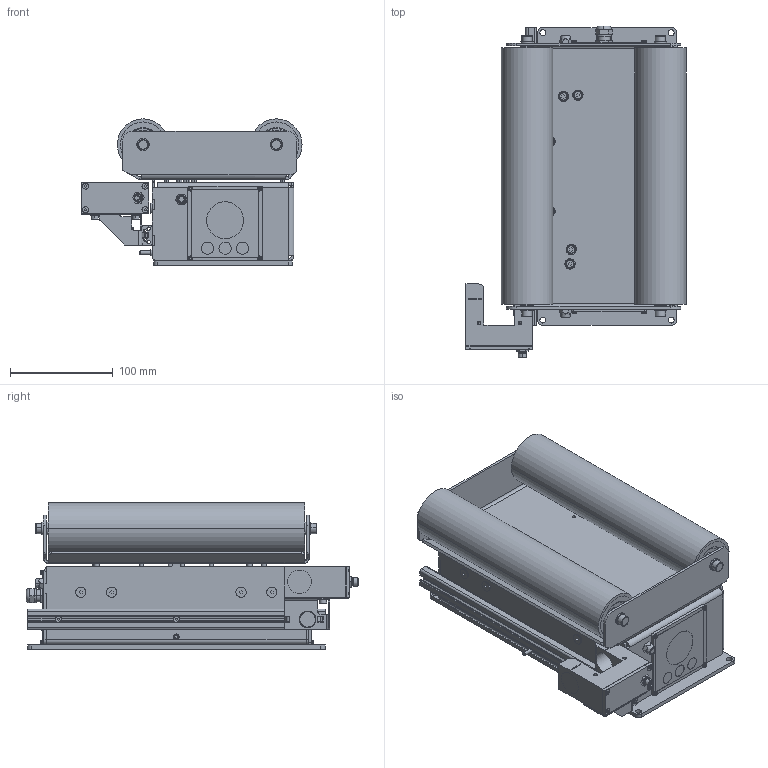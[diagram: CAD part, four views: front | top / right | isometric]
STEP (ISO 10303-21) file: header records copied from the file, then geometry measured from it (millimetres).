
FILE_DESCRIPTION((''),'2;1');
FILE_NAME('K0910121_stp.stp','2019-09-26T16:28:47',(''),(''),'Mechanical Desktop 2009','Mechanical Desktop 2009',', , ');
FILE_SCHEMA(('CONFIG_CONTROL_DESIGN'));
Length unit declared in the file: millimetre
Products named in the file (99): K0910121_STP; K0910125; K0910124; K0910124A; K0901207; K0901207A; K0910096; K0910096A; K0901238|AVE_RENDER; K0901238|AVE_GLOBAL; K0901238|RM_SDB; K1105052; TEIL1A; TEIL2; EINPRESSMUTTER_M4A; EINPRESSMUTTER_M4; SCHWEISSBOLZEN_M4X12; SCHWEISSBOLZEN_M4X12A; K0805261; K0805261A; SENKSCHRAUBE_I-6KT_M4X10; SENKSCHRAUBE_I-6KT_M4X10A; K1105053A; K1105053; K0901234; K0901235; TEIL1; TEIL2A; K0901236; ~TEIL1; RILLENKUGELLAGER_6201; RILLENKUGELLAGER_6201A; SICHERUNGSRING_A12A; SICHERUNGSRING_A12; I-6KT_SCHRAUBE_M6X12A; I-6KT_SCHRAUBE_M6X12; U-SCHEIBE_M6A; U-SCHEIBE_M6; I-6KT_SCHRAUBE_M5X16_NK; I-6KT_SCHRAUBE_M5X16_NKA ...
Assembly tree (191 placements, depth 4):
  K0910121_STP
    K0910125
      K0910124
        K0910124A
      K0901207
        K0901207A
      K0910096
        K0910096A
      K0901238|AVE_RENDER  x8
      K0901238|AVE_GLOBAL
      K0901238|RM_SDB  x3
    K1105052
      TEIL1A
      TEIL2
      EINPRESSMUTTER_M4A  x7
        EINPRESSMUTTER_M4
      SCHWEISSBOLZEN_M4X12  x2
        SCHWEISSBOLZEN_M4X12A
      K0805261
        K0805261A
    SENKSCHRAUBE_I-6KT_M4X10  x10
      SENKSCHRAUBE_I-6KT_M4X10A
    K1105053A
      K1105053
    K0901234  x2
      K0901235
        TEIL1
        TEIL2A  x2
      K0901236
        ~TEIL1
      RILLENKUGELLAGER_6201
        RILLENKUGELLAGER_6201A
      SICHERUNGSRING_A12A
        SICHERUNGSRING_A12
    I-6KT_SCHRAUBE_M6X12A  x4
      I-6KT_SCHRAUBE_M6X12
    U-SCHEIBE_M6A  x4
      U-SCHEIBE_M6
    I-6KT_SCHRAUBE_M5X16_NK  x4
      I-6KT_SCHRAUBE_M5X16_NKA
    U-SCHEIBE_M5  x4
      U-SCHEIBE_M5A
    ZYL_SCHR_I-6KT_EXTREM_NIEDRIGER_KOPF_M6X10  x4
      ZYL_SCHR_I-6KT_EXTREM_NIEDRIGER_KOPF_M6X10A
    I-6KT_SCHRAUBE_M4X8  x6
      I-6KT_SCHRAUBE_M4X8A
    I-6KT_SCHRAUBE_M4X10  x2
      I-6KT_SCHRAUBE_M4X10A
    U-SCHEIBE_M4  x7
      U-SCHEIBE_M4A
    K0910097
      K0910097A
    LINSENBLECHSCHR_ST2_2X6_5A  x8
      LINSENBLECHSCHR_ST2_2X6_5
    K1002023A
      K1002023
    KABELVERSCHRAUBUNG_PG7A
      KABELVERSCHRAUBUNG_PG7
    RJ45_STECKER_KUPPLUNGEN
      RJ45_STECKER_KUPPLUNGENA
Bounding box: 214.5 x 323.6 x 142.5 mm (x, y, z)
Volume: 1026926.5 mm3; surface area: 681205.1 mm2
Topology: 110 solids, 110 shells, 2730 faces, 6858 edges, 4438 vertices
Faces by surface type: plane 1293, cylinder 1109, cone 242, torus 70, bspline 16
Entity records: 56077 total; most frequent: CARTESIAN_POINT 12427, DIRECTION 9101, ORIENTED_EDGE 8806, EDGE_CURVE 4403, AXIS2_PLACEMENT_3D 3397, VERTEX_POINT 2869, VECTOR 2307, LINE 2307
